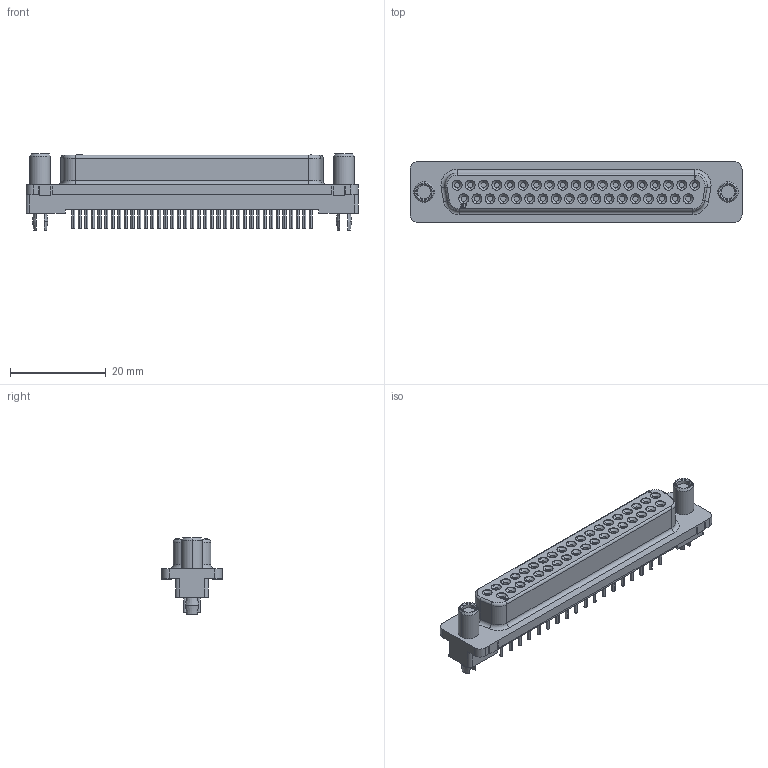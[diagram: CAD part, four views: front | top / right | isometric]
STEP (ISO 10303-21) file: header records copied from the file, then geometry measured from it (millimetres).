
FILE_DESCRIPTION((''),'2;1');
FILE_NAME('C-5787685-1','2018-09-21T',('workeradm'),('TE Connectivity Ltd.'),'CREO PARAMETRIC BY PTC INC, 2016050','CREO PARAMETRIC BY PTC INC, 2016050','');
FILE_SCHEMA(('AUTOMOTIVE_DESIGN { 1 0 10303 214 1 1 1 1 }'));
Length unit declared in the file: millimetre
Products named in the file (1): C-5787685-1
Bounding box: 69.39 x 12.6 x 15.9 mm (x, y, z)
Volume: 6164.5 mm3; surface area: 3994.2 mm2
Topology: 1 solids, 1 shells, 587 faces, 1325 edges, 826 vertices
Faces by surface type: cylinder 258, plane 227, cone 90, torus 12
Entity records: 16587 total; most frequent: DIRECTION 3023, CARTESIAN_POINT 2848, ORIENTED_EDGE 2650, EDGE_CURVE 1325, AXIS2_PLACEMENT_3D 1135, VERTEX_POINT 826, VECTOR 753, LINE 753
